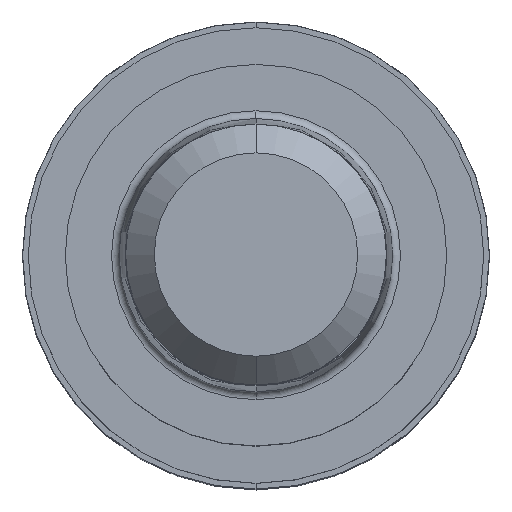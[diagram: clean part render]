
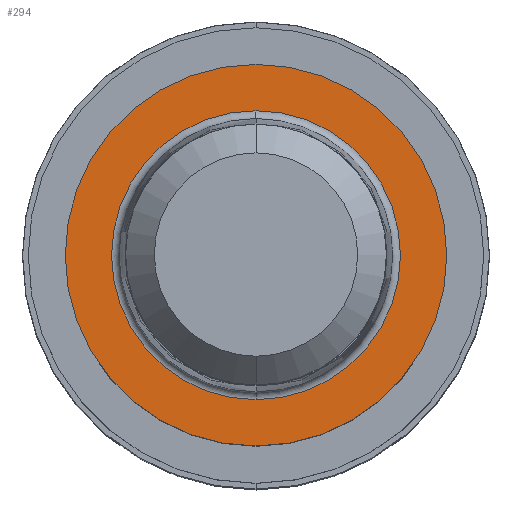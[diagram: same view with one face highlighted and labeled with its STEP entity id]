
A CAD part, top view. The second image highlights one B-rep face of the part: STEP entity #294.
In plain terms, the highlighted planar face has unit normal (0, 0, 1).
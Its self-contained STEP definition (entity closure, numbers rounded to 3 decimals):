
#182=VERTEX_POINT('',#473);
#276=EDGE_CURVE('',#372,#320,#580,.T.);
#294=ADVANCED_FACE('',(#599,#600),#601,.T.);
#320=VERTEX_POINT('',#630);
#322=VERTEX_POINT('',#632);
#372=VERTEX_POINT('',#691);
#412=EDGE_CURVE('',#322,#182,#738,.T.);
#418=EDGE_CURVE('',#320,#372,#744,.T.);
#434=EDGE_CURVE('',#182,#322,#761,.T.);
#473=CARTESIAN_POINT('',(0.0,4.9,0.01));
#580=CIRCLE('',#941,3.71);
#599=FACE_OUTER_BOUND('',#964,.T.);
#600=FACE_BOUND('',#965,.T.);
#601=PLANE('',#966);
#630=CARTESIAN_POINT('',(0.0,3.71,0.01));
#632=CARTESIAN_POINT('',(0.,-4.9,0.01));
#691=CARTESIAN_POINT('',(0.,-3.71,0.01));
#738=CIRCLE('',#1129,4.9);
#744=CIRCLE('',#1138,3.71);
#761=CIRCLE('',#1160,4.9);
#941=AXIS2_PLACEMENT_3D('',#1321,#1322,#1323);
#964=EDGE_LOOP('',(#1340,#1341));
#965=EDGE_LOOP('',(#1342,#1343));
#966=AXIS2_PLACEMENT_3D('',#1344,#1345,#1346);
#1129=AXIS2_PLACEMENT_3D('',#1538,#1539,#1540);
#1138=AXIS2_PLACEMENT_3D('',#1542,#1543,#1544);
#1160=AXIS2_PLACEMENT_3D('',#1565,#1566,#1567);
#1321=CARTESIAN_POINT('',(0.0,0.0,0.01));
#1322=DIRECTION('',(0.0,0.0,-1.0));
#1323=DIRECTION('',(0.0,1.0,0.0));
#1340=ORIENTED_EDGE('',*,*,#434,.F.);
#1341=ORIENTED_EDGE('',*,*,#412,.F.);
#1342=ORIENTED_EDGE('',*,*,#418,.T.);
#1343=ORIENTED_EDGE('',*,*,#276,.T.);
#1344=CARTESIAN_POINT('',(0.0,2.45,0.01));
#1345=DIRECTION('',(-0.0,0.0,1.0));
#1346=DIRECTION('',(0.0,-1.0,0.0));
#1538=CARTESIAN_POINT('',(0.0,0.0,0.01));
#1539=DIRECTION('',(0.0,0.0,-1.0));
#1540=DIRECTION('',(0.0,1.0,0.0));
#1542=CARTESIAN_POINT('',(0.0,0.0,0.01));
#1543=DIRECTION('',(0.0,0.0,-1.0));
#1544=DIRECTION('',(0.0,1.0,0.0));
#1565=CARTESIAN_POINT('',(0.0,0.0,0.01));
#1566=DIRECTION('',(0.0,0.0,-1.0));
#1567=DIRECTION('',(0.0,1.0,0.0));
